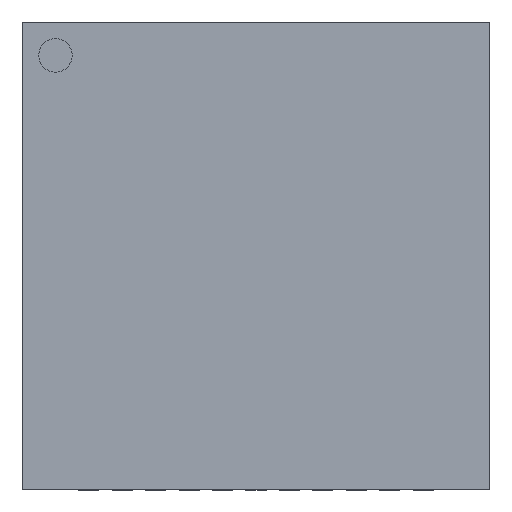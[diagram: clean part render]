
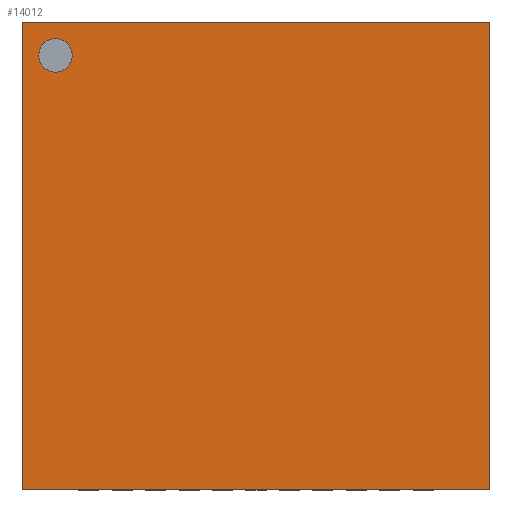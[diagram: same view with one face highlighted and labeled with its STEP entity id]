
A CAD part, top view. The second image highlights one B-rep face of the part: STEP entity #14012.
In plain terms, the highlighted planar face has unit normal (0, 0, 1).
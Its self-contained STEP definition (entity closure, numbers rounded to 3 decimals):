
#7751=CARTESIAN_POINT('',(-2.75,3.,0.8));
#7752=VERTEX_POINT('',#7751);
#7761=CARTESIAN_POINT('',(-3.25,3.,0.8));
#7762=VERTEX_POINT('',#7761);
#7763=CARTESIAN_POINT('',(-3.,3.,0.8));
#7764=DIRECTION('',(0.0,0.0,-1.0));
#7765=DIRECTION('',(1.0,0.0,0.0));
#7766=AXIS2_PLACEMENT_3D('',#7763,#7764,#7765);
#7767=CIRCLE('',#7766,0.25);
#7768=EDGE_CURVE('',#7762,#7752,#7767,.T.);
#13875=CARTESIAN_POINT('',(-3.5,-3.5,0.8));
#13876=VERTEX_POINT('',#13875);
#13883=CARTESIAN_POINT('',(-3.5,3.5,0.8));
#13884=VERTEX_POINT('',#13883);
#13885=CARTESIAN_POINT('',(-3.5,3.5,0.8));
#13886=DIRECTION('',(0.0,-1.0,0.0));
#13887=VECTOR('',#13886,7.0);
#13888=LINE('',#13885,#13887);
#13889=EDGE_CURVE('',#13884,#13876,#13888,.T.);
#13958=CARTESIAN_POINT('',(-3.,3.,0.8));
#13959=DIRECTION('',(0.0,0.0,-1.0));
#13960=DIRECTION('',(1.0,0.0,0.0));
#13961=AXIS2_PLACEMENT_3D('',#13958,#13959,#13960);
#13962=CIRCLE('',#13961,0.25);
#13963=EDGE_CURVE('',#7752,#7762,#13962,.T.);
#13978=CARTESIAN_POINT('',(0.0,0.,0.8));
#13979=DIRECTION('',(0.0,0.0,1.0));
#13980=DIRECTION('',(0.0,-1.0,0.0));
#13981=AXIS2_PLACEMENT_3D('',#13978,#13979,#13980);
#13982=PLANE('',#13981);
#13983=CARTESIAN_POINT('',(3.5,-3.5,0.8));
#13984=VERTEX_POINT('',#13983);
#13985=CARTESIAN_POINT('',(-3.5,-3.5,0.8));
#13986=DIRECTION('',(1.0,0.0,0.0));
#13987=VECTOR('',#13986,7.0);
#13988=LINE('',#13985,#13987);
#13989=EDGE_CURVE('',#13876,#13984,#13988,.T.);
#13990=ORIENTED_EDGE('',*,*,#13989,.T.);
#13991=CARTESIAN_POINT('',(3.5,3.5,0.8));
#13992=VERTEX_POINT('',#13991);
#13993=CARTESIAN_POINT('',(3.5,-3.5,0.8));
#13994=DIRECTION('',(0.0,1.0,0.0));
#13995=VECTOR('',#13994,7.0);
#13996=LINE('',#13993,#13995);
#13997=EDGE_CURVE('',#13984,#13992,#13996,.T.);
#13998=ORIENTED_EDGE('',*,*,#13997,.T.);
#13999=CARTESIAN_POINT('',(3.5,3.5,0.8));
#14000=DIRECTION('',(-1.0,0.0,0.0));
#14001=VECTOR('',#14000,7.0);
#14002=LINE('',#13999,#14001);
#14003=EDGE_CURVE('',#13992,#13884,#14002,.T.);
#14004=ORIENTED_EDGE('',*,*,#14003,.T.);
#14005=ORIENTED_EDGE('',*,*,#13889,.T.);
#14006=EDGE_LOOP('',(#13990,#13998,#14004,#14005));
#14007=FACE_OUTER_BOUND('',#14006,.T.);
#14008=ORIENTED_EDGE('',*,*,#13963,.T.);
#14009=ORIENTED_EDGE('',*,*,#7768,.T.);
#14010=EDGE_LOOP('',(#14008,#14009));
#14011=FACE_BOUND('',#14010,.T.);
#14012=ADVANCED_FACE('',(#14007,#14011),#13982,.T.);
